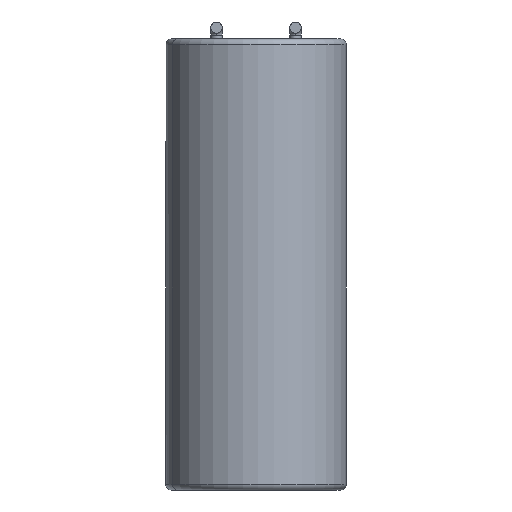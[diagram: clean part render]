
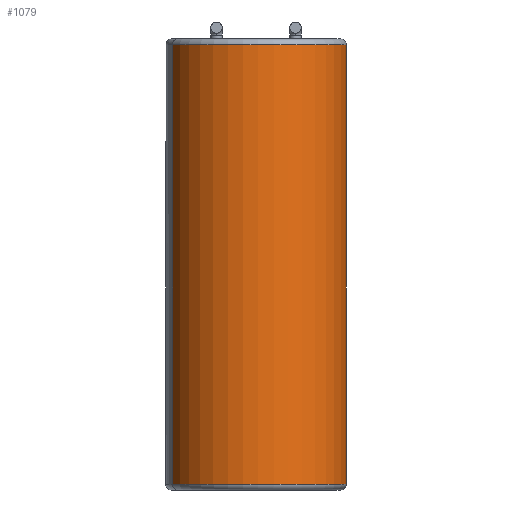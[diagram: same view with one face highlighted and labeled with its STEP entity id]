
A CAD part, front view. The second image highlights one B-rep face of the part: STEP entity #1079.
In plain terms, the highlighted cylindrical face has radius 4 mm (diameter 8 mm), a partial arc.
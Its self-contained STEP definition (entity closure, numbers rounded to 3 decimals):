
#44 = VERTEX_POINT ( 'NONE', #247 ) ;
#52 = VECTOR ( 'NONE', #1107, 1000. ) ;
#67 = AXIS2_PLACEMENT_3D ( 'NONE', #1195, #330, #717 ) ;
#119 = ORIENTED_EDGE ( 'NONE', *, *, #177, .T. ) ;
#122 = DIRECTION ( 'NONE',  ( 1., 0., 0. ) ) ;
#133 = CARTESIAN_POINT ( 'NONE',  ( 4., 4., -0.75 ) ) ;
#135 = VERTEX_POINT ( 'NONE', #140 ) ;
#140 = CARTESIAN_POINT ( 'NONE',  ( 4., 4., -20.25 ) ) ;
#177 = EDGE_CURVE ( 'NONE', #135, #580, #337, .T. ) ;
#218 = DIRECTION ( 'NONE',  ( 0., 0., -1. ) ) ;
#247 = CARTESIAN_POINT ( 'NONE',  ( -3.696, 2.469, -0.75 ) ) ;
#285 = CIRCLE ( 'NONE', #994, 4. ) ;
#330 = DIRECTION ( 'NONE',  ( 0., 0., 1. ) ) ;
#337 = LINE ( 'NONE', #726, #52 ) ;
#354 = EDGE_CURVE ( 'NONE', #864, #135, #1149, .T. ) ;
#375 = DIRECTION ( 'NONE',  ( 0., 0., -1. ) ) ;
#395 = ORIENTED_EDGE ( 'NONE', *, *, #673, .T. ) ;
#526 = CARTESIAN_POINT ( 'NONE',  ( -3.696, 2.469, -20.25 ) ) ;
#580 = VERTEX_POINT ( 'NONE', #133 ) ;
#606 = CARTESIAN_POINT ( 'NONE',  ( 0., 4., -0.33 ) ) ;
#612 = DIRECTION ( 'NONE',  ( 1., 0., 0. ) ) ;
#637 = ORIENTED_EDGE ( 'NONE', *, *, #1248, .T. ) ;
#673 = EDGE_CURVE ( 'NONE', #580, #44, #285, .T. ) ;
#717 = DIRECTION ( 'NONE',  ( -1., 0., 0. ) ) ;
#726 = CARTESIAN_POINT ( 'NONE',  ( 4., 4., -0.33 ) ) ;
#773 = AXIS2_PLACEMENT_3D ( 'NONE', #606, #979, #122 ) ;
#777 = FACE_OUTER_BOUND ( 'NONE', #1065, .T. ) ;
#779 = VECTOR ( 'NONE', #375, 1000. ) ;
#802 = ORIENTED_EDGE ( 'NONE', *, *, #354, .T. ) ;
#858 = LINE ( 'NONE', #1243, #779 ) ;
#864 = VERTEX_POINT ( 'NONE', #526 ) ;
#979 = DIRECTION ( 'NONE',  ( 0., 0., 1. ) ) ;
#994 = AXIS2_PLACEMENT_3D ( 'NONE', #1081, #218, #612 ) ;
#1065 = EDGE_LOOP ( 'NONE', ( #802, #119, #395, #637 ) ) ;
#1079 = ADVANCED_FACE ( 'NONE', ( #777 ), #1163, .T. ) ;
#1081 = CARTESIAN_POINT ( 'NONE',  ( 0., 4., -0.75 ) ) ;
#1107 = DIRECTION ( 'NONE',  ( 0., 0., 1. ) ) ;
#1149 = CIRCLE ( 'NONE', #67, 4. ) ;
#1163 = CYLINDRICAL_SURFACE ( 'NONE', #773, 4. ) ;
#1195 = CARTESIAN_POINT ( 'NONE',  ( 0., 4., -20.25 ) ) ;
#1243 = CARTESIAN_POINT ( 'NONE',  ( -3.696, 2.469, -0.33 ) ) ;
#1248 = EDGE_CURVE ( 'NONE', #44, #864, #858, .T. ) ;
